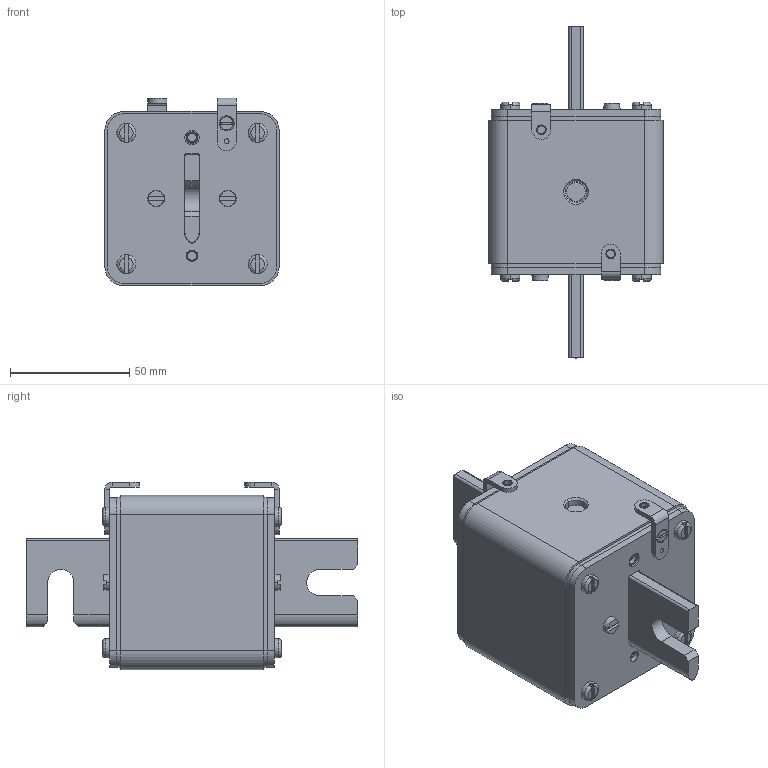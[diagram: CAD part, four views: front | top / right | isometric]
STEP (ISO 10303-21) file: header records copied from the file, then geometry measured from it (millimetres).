
FILE_DESCRIPTION((''),'2;1');
FILE_NAME('004305726_ASM','2021-11-10T',('said.beganovic'),('Audax d.o.o.'),'CREO PARAMETRIC BY PTC INC, 2017020','CREO PARAMETRIC BY PTC INC, 2017020','');
FILE_SCHEMA(('AUTOMOTIVE_DESIGN { 1 0 10303 214 1 1 1 1 }'));
Length unit declared in the file: millimetre
Products named in the file (16): 0000029789; 0000045934; 0000019000_AF0; 0000020139_AF0; 0000034899_ASM; 0000019000_AF1; 0000020161_AF0; 0000020421_ASM; 0000064300; 0000011599; 0000037876; 0000015360; 0000037877; 0000037871; 0000037881; 004305726_ASM
Assembly tree (32 placements, depth 3):
  004305726_ASM
    0000029789
    0000045934  x2
    0000034899_ASM
      0000019000_AF0
      0000020139_AF0
    0000020421_ASM
      0000019000_AF1
      0000020161_AF0
    0000064300  x2
    0000011599  x4
    0000037876  x4
    0000015360  x8
    0000037877
    0000037871  x2
    0000037881  x2
Bounding box: 73 x 139 x 78.5 mm (x, y, z)
Volume: 388395.5 mm3; surface area: 94303.7 mm2
Topology: 30 solids, 52 shells, 881 faces, 2112 edges, 1326 vertices
Faces by surface type: cylinder 384, plane 289, cone 124, torus 84
Entity records: 26669 total; most frequent: CARTESIAN_POINT 3121, DIRECTION 2838, ORIENTED_EDGE 2344, PRESENTATION_STYLE_ASSIGNMENT 1723, STYLED_ITEM 1672, CURVE_STYLE 1204, EDGE_CURVE 1204, AXIS2_PLACEMENT_3D 1118
